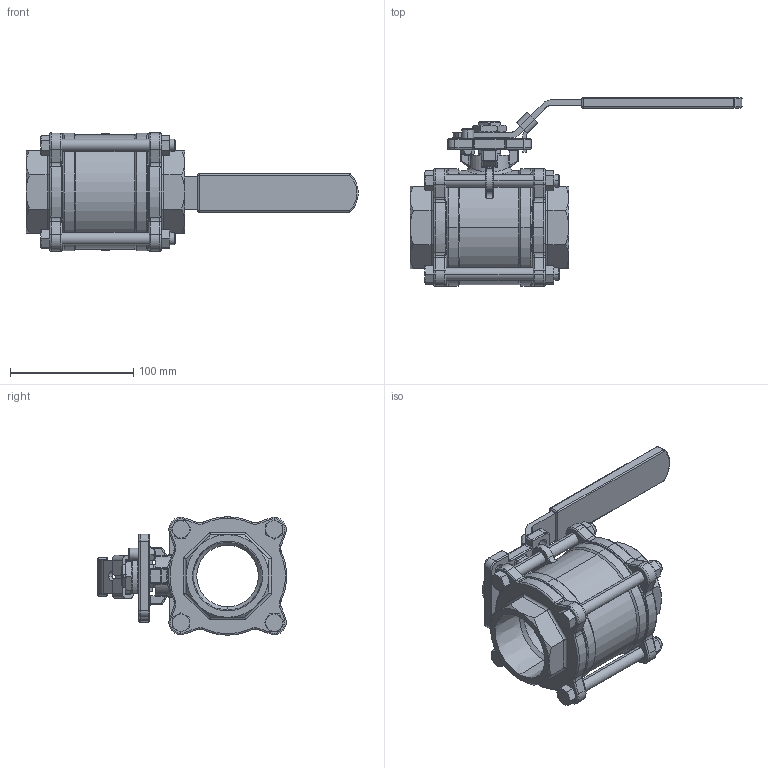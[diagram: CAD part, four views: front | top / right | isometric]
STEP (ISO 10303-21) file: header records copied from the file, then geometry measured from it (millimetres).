
FILE_DESCRIPTION (( 'STEP AP203' ), '1' );
FILE_NAME ('4500-2000-100.STEP', '2021-06-23T14:13:16', ( '' ), ( '' ), 'SwSTEP 2.0', 'SolidWorks 2019', '' );
FILE_SCHEMA (( 'CONFIG_CONTROL_DESIGN' ));
Length unit declared in the file: millimetre
Products named in the file (1): 4500-2000-100
Bounding box: 269.37 x 153.32 x 96 mm (x, y, z)
Volume: 647144.8 mm3; surface area: 127745.2 mm2
Topology: 2 solids, 3 shells, 945 faces, 2360 edges, 1405 vertices
Faces by surface type: cylinder 311, plane 282, cone 142, torus 136, bspline 46, sphere 28
Entity records: 33553 total; most frequent: CARTESIAN_POINT 11363, DIRECTION 4745, ORIENTED_EDGE 4656, EDGE_CURVE 2328, AXIS2_PLACEMENT_3D 1935, VERTEX_POINT 1405, CIRCLE 1035, EDGE_LOOP 1005
